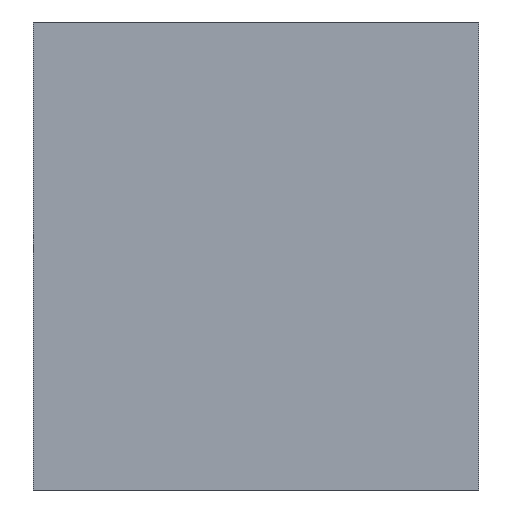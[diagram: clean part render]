
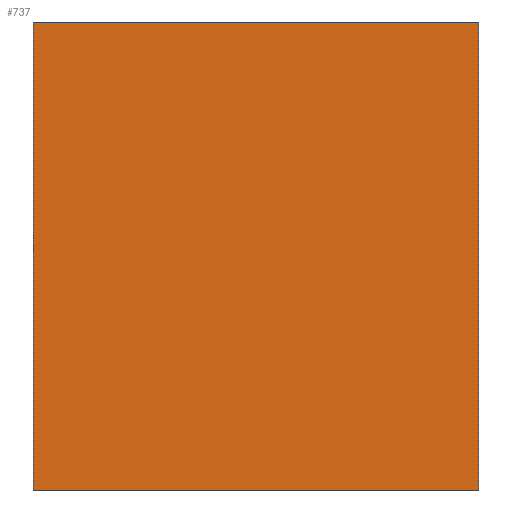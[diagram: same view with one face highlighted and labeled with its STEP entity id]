
A CAD part, left-side view. The second image highlights one B-rep face of the part: STEP entity #737.
In plain terms, the highlighted planar face has unit normal (-1, 0, 0).
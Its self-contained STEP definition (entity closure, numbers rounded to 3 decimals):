
#2 = DIRECTION ( 'NONE',  ( 0., 0., 1. ) ) ;
#16 = DIRECTION ( 'NONE',  ( 0., -1., 0. ) ) ;
#55 = ORIENTED_EDGE ( 'NONE', *, *, #242, .T. ) ;
#83 = VERTEX_POINT ( 'NONE', #414 ) ;
#94 = DIRECTION ( 'NONE',  ( 0., 0., -1. ) ) ;
#106 = FACE_OUTER_BOUND ( 'NONE', #844, .T. ) ;
#167 = EDGE_CURVE ( 'NONE', #558, #83, #184, .T. ) ;
#172 = DIRECTION ( 'NONE',  ( 0., -1., 0. ) ) ;
#184 = LINE ( 'NONE', #253, #354 ) ;
#204 = LINE ( 'NONE', #208, #825 ) ;
#208 = CARTESIAN_POINT ( 'NONE',  ( 0., 20., -21. ) ) ;
#242 = EDGE_CURVE ( 'NONE', #791, #558, #204, .T. ) ;
#253 = CARTESIAN_POINT ( 'NONE',  ( 0., 0., 0. ) ) ;
#271 = AXIS2_PLACEMENT_3D ( 'NONE', #812, #826, #94 ) ;
#273 = CARTESIAN_POINT ( 'NONE',  ( 0., 0., -21. ) ) ;
#277 = LINE ( 'NONE', #527, #352 ) ;
#326 = VECTOR ( 'NONE', #172, 1000. ) ;
#352 = VECTOR ( 'NONE', #2, 1000. ) ;
#354 = VECTOR ( 'NONE', #661, 1000. ) ;
#387 = CARTESIAN_POINT ( 'NONE',  ( 0., 20., -21. ) ) ;
#414 = CARTESIAN_POINT ( 'NONE',  ( 0., 0., 0. ) ) ;
#499 = ORIENTED_EDGE ( 'NONE', *, *, #679, .F. ) ;
#527 = CARTESIAN_POINT ( 'NONE',  ( 0., 20., 0. ) ) ;
#545 = PLANE ( 'NONE',  #271 ) ;
#558 = VERTEX_POINT ( 'NONE', #273 ) ;
#565 = LINE ( 'NONE', #611, #326 ) ;
#611 = CARTESIAN_POINT ( 'NONE',  ( 0., 20., 0. ) ) ;
#633 = EDGE_CURVE ( 'NONE', #791, #763, #277, .T. ) ;
#661 = DIRECTION ( 'NONE',  ( 0., 0., 1. ) ) ;
#666 = ORIENTED_EDGE ( 'NONE', *, *, #167, .T. ) ;
#679 = EDGE_CURVE ( 'NONE', #763, #83, #565, .T. ) ;
#737 = ADVANCED_FACE ( 'NONE', ( #106 ), #545, .F. ) ;
#763 = VERTEX_POINT ( 'NONE', #815 ) ;
#791 = VERTEX_POINT ( 'NONE', #387 ) ;
#812 = CARTESIAN_POINT ( 'NONE',  ( 0., 20., 0. ) ) ;
#815 = CARTESIAN_POINT ( 'NONE',  ( 0., 20., 0. ) ) ;
#825 = VECTOR ( 'NONE', #16, 1000. ) ;
#826 = DIRECTION ( 'NONE',  ( 1., 0., 0. ) ) ;
#835 = ORIENTED_EDGE ( 'NONE', *, *, #633, .F. ) ;
#844 = EDGE_LOOP ( 'NONE', ( #666, #499, #835, #55 ) ) ;
